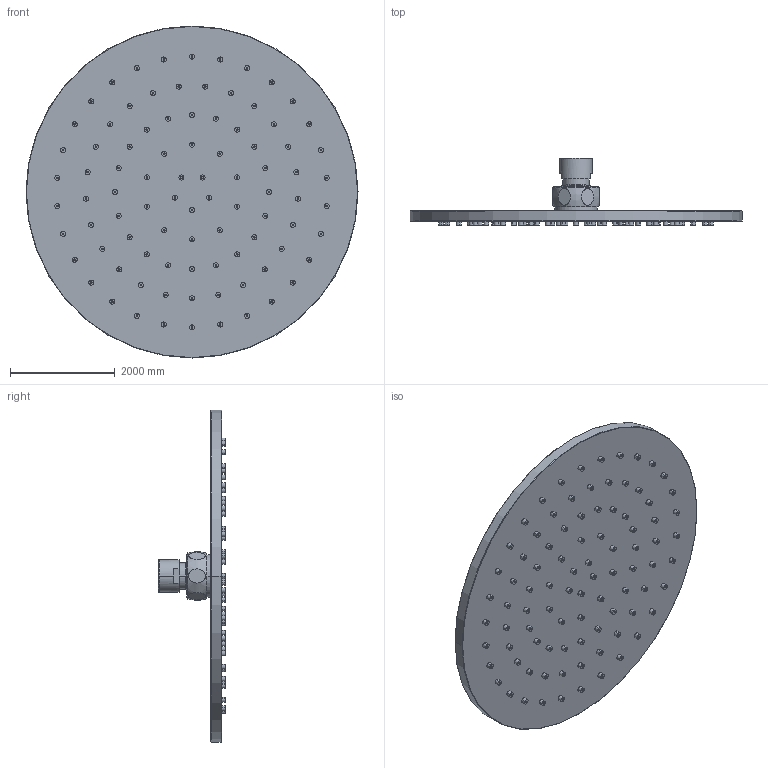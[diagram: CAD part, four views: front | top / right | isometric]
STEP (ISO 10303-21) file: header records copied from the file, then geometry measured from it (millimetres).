
FILE_DESCRIPTION((''),'2;1');
FILE_NAME('250-01','2019-02-19T',('MQ'),(''),'PRO/ENGINEER BY PARAMETRIC TECHNOLOGY CORPORATION, 2012130','PRO/ENGINEER BY PARAMETRIC TECHNOLOGY CORPORATION, 2012130','');
FILE_SCHEMA(('CONFIG_CONTROL_DESIGN'));
Length unit declared in the file: inch
Products named in the file (1): 250-01
Bounding box: 6350 x 1283.67 x 6350 mm (x, y, z)
Volume: 6789557719.8 mm3; surface area: 80988510.8 mm2
Topology: 2 solids, 2 shells, 889 faces, 1945 edges, 1293 vertices
Faces by surface type: cylinder 443, plane 424, bspline 8, torus 8, cone 4, sphere 2
Entity records: 25773 total; most frequent: CARTESIAN_POINT 5292, DIRECTION 4562, ORIENTED_EDGE 3886, EDGE_CURVE 1943, AXIS2_PLACEMENT_3D 1782, VERTEX_POINT 1293, EDGE_LOOP 1124, VECTOR 998
